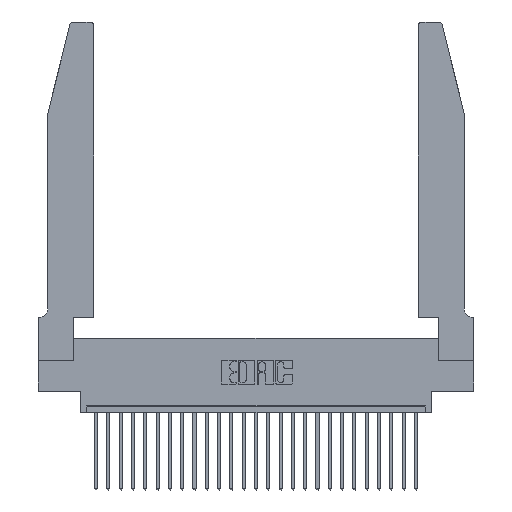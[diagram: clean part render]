
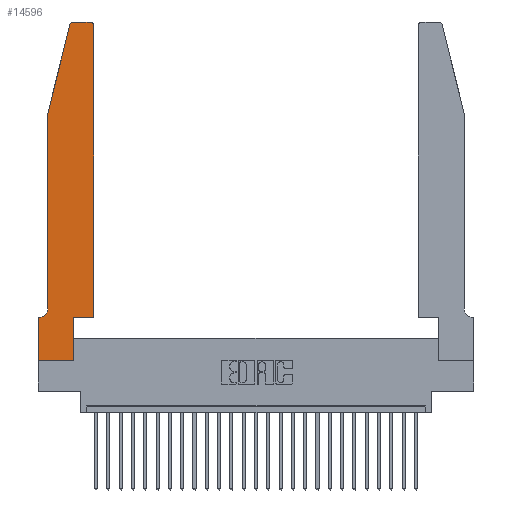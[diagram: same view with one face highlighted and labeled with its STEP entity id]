
A CAD part, top view. The second image highlights one B-rep face of the part: STEP entity #14596.
In plain terms, the highlighted planar face has unit normal (0, 0, 1).
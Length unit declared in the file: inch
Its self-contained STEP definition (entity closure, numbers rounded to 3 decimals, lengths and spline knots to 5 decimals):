
#271 = ORIENTED_EDGE ( 'NONE', *, *, #6064, .T. ) ;
#324 = EDGE_CURVE ( 'NONE', #9745, #21153, #17666, .T. ) ;
#417 = ORIENTED_EDGE ( 'NONE', *, *, #8722, .T. ) ;
#552 = VERTEX_POINT ( 'NONE', #19065 ) ;
#657 = CARTESIAN_POINT ( 'NONE',  ( 0.4505, 0.35, 0.37 ) ) ;
#763 = CARTESIAN_POINT ( 'NONE',  ( 0., 0.35, 0.37 ) ) ;
#798 = ORIENTED_EDGE ( 'NONE', *, *, #21292, .T. ) ;
#874 = VERTEX_POINT ( 'NONE', #763 ) ;
#902 = AXIS2_PLACEMENT_3D ( 'NONE', #25692, #13154, #8939 ) ;
#1073 = VERTEX_POINT ( 'NONE', #14370 ) ;
#1179 = DIRECTION ( 'NONE',  ( 0., -1., 0. ) ) ;
#1586 = CARTESIAN_POINT ( 'NONE',  ( 0.4505, 0.35, 0.37 ) ) ;
#2277 = CARTESIAN_POINT ( 'NONE',  ( 0.0055, 0.42, 0.37 ) ) ;
#2529 = DIRECTION ( 'NONE',  ( -1., 0., 0. ) ) ;
#3187 = CARTESIAN_POINT ( 'NONE',  ( 0.0755, 2., 0.37 ) ) ;
#3257 = CARTESIAN_POINT ( 'NONE',  ( 0.2865, 0.35, 0.37 ) ) ;
#3274 = CARTESIAN_POINT ( 'NONE',  ( 0.0755, 2., 0.37 ) ) ;
#4218 = CARTESIAN_POINT ( 'NONE',  ( 0.4205, 2.75, 0.37 ) ) ;
#4471 = VECTOR ( 'NONE', #4960, 39.37008 ) ;
#4782 = VERTEX_POINT ( 'NONE', #25511 ) ;
#4960 = DIRECTION ( 'NONE',  ( 1., 0., 0. ) ) ;
#5408 = EDGE_CURVE ( 'NONE', #13505, #21085, #14748, .T. ) ;
#6064 = EDGE_CURVE ( 'NONE', #1073, #13505, #11134, .T. ) ;
#6185 = VECTOR ( 'NONE', #13949, 39.37008 ) ;
#6259 = CARTESIAN_POINT ( 'NONE',  ( 0.2865, 0., 0.37 ) ) ;
#7010 = AXIS2_PLACEMENT_3D ( 'NONE', #25355, #12740, #21173 ) ;
#7230 = DIRECTION ( 'NONE',  ( -1., 0., 0. ) ) ;
#7359 = CARTESIAN_POINT ( 'NONE',  ( 0.0055, 0.35, 0.37 ) ) ;
#7540 = AXIS2_PLACEMENT_3D ( 'NONE', #20983, #10641, #21083 ) ;
#7580 = ORIENTED_EDGE ( 'NONE', *, *, #11259, .T. ) ;
#7839 = VECTOR ( 'NONE', #1179, 39.37008 ) ;
#8506 = LINE ( 'NONE', #26890, #10489 ) ;
#8722 = EDGE_CURVE ( 'NONE', #23555, #4782, #21055, .T. ) ;
#8939 = DIRECTION ( 'NONE',  ( 1., 0., 0. ) ) ;
#9745 = VERTEX_POINT ( 'NONE', #6259 ) ;
#10378 = CARTESIAN_POINT ( 'NONE',  ( 0.2605, 2.75, 0.37 ) ) ;
#10423 = VERTEX_POINT ( 'NONE', #4218 ) ;
#10489 = VECTOR ( 'NONE', #14292, 39.37008 ) ;
#10641 = DIRECTION ( 'NONE',  ( 0., 0., 1. ) ) ;
#10696 = FACE_OUTER_BOUND ( 'NONE', #21121, .T. ) ;
#10894 = EDGE_CURVE ( 'NONE', #10423, #11172, #15747, .T. ) ;
#11134 = LINE ( 'NONE', #3274, #7839 ) ;
#11172 = VERTEX_POINT ( 'NONE', #11402 ) ;
#11259 = EDGE_CURVE ( 'NONE', #874, #20414, #18406, .T. ) ;
#11402 = CARTESIAN_POINT ( 'NONE',  ( 0.284, 2.75, 0.37 ) ) ;
#11450 = EDGE_CURVE ( 'NONE', #21085, #874, #15436, .T. ) ;
#11492 = VECTOR ( 'NONE', #16591, 39.37008 ) ;
#12550 = EDGE_CURVE ( 'NONE', #20414, #9745, #8506, .T. ) ;
#12740 = DIRECTION ( 'NONE',  ( 0., 0., 1. ) ) ;
#13154 = DIRECTION ( 'NONE',  ( 0., 0., 1. ) ) ;
#13505 = VERTEX_POINT ( 'NONE', #13947 ) ;
#13512 = ORIENTED_EDGE ( 'NONE', *, *, #324, .T. ) ;
#13692 = CIRCLE ( 'NONE', #7010, 0.03 ) ;
#13861 = DIRECTION ( 'NONE',  ( 0., 1., 0. ) ) ;
#13947 = CARTESIAN_POINT ( 'NONE',  ( 0.0755, 0.42, 0.37 ) ) ;
#13949 = DIRECTION ( 'NONE',  ( 0., 1., 0. ) ) ;
#14258 = EDGE_CURVE ( 'NONE', #552, #1073, #16599, .T. ) ;
#14292 = DIRECTION ( 'NONE',  ( 1., 0., 0. ) ) ;
#14370 = CARTESIAN_POINT ( 'NONE',  ( 0.0755, 2., 0.37 ) ) ;
#14596 = ADVANCED_FACE ( 'NONE', ( #10696 ), #21322, .T. ) ;
#14722 = ORIENTED_EDGE ( 'NONE', *, *, #12550, .T. ) ;
#14748 = CIRCLE ( 'NONE', #15261, 0.07 ) ;
#15261 = AXIS2_PLACEMENT_3D ( 'NONE', #2277, #16973, #2529 ) ;
#15436 = LINE ( 'NONE', #15838, #23685 ) ;
#15467 = ORIENTED_EDGE ( 'NONE', *, *, #11450, .T. ) ;
#15747 = LINE ( 'NONE', #10378, #19668 ) ;
#15838 = CARTESIAN_POINT ( 'NONE',  ( 0.0755, 0.35, 0.37 ) ) ;
#16591 = DIRECTION ( 'NONE',  ( 0., -1., 0. ) ) ;
#16599 = LINE ( 'NONE', #3187, #23838 ) ;
#16973 = DIRECTION ( 'NONE',  ( 0., 0., -1. ) ) ;
#17310 = ORIENTED_EDGE ( 'NONE', *, *, #19940, .T. ) ;
#17666 = LINE ( 'NONE', #3257, #6185 ) ;
#17724 = CARTESIAN_POINT ( 'NONE',  ( 0., 0., 0.37 ) ) ;
#18406 = LINE ( 'NONE', #18789, #11492 ) ;
#18580 = VECTOR ( 'NONE', #13861, 39.37008 ) ;
#18698 = DIRECTION ( 'NONE',  ( -1., 0., 0. ) ) ;
#18789 = CARTESIAN_POINT ( 'NONE',  ( 0., 0., 0.37 ) ) ;
#19065 = CARTESIAN_POINT ( 'NONE',  ( 0.25487, 2.72718, 0.37 ) ) ;
#19125 = ORIENTED_EDGE ( 'NONE', *, *, #14258, .T. ) ;
#19668 = VECTOR ( 'NONE', #18698, 39.37008 ) ;
#19940 = EDGE_CURVE ( 'NONE', #4782, #10423, #25322, .T. ) ;
#20109 = ORIENTED_EDGE ( 'NONE', *, *, #10894, .T. ) ;
#20154 = CARTESIAN_POINT ( 'NONE',  ( 0.2865, 0.35, 0.37 ) ) ;
#20414 = VERTEX_POINT ( 'NONE', #17724 ) ;
#20591 = ORIENTED_EDGE ( 'NONE', *, *, #5408, .T. ) ;
#20983 = CARTESIAN_POINT ( 'NONE',  ( 0.4205, 2.72, 0.37 ) ) ;
#21055 = LINE ( 'NONE', #24182, #18580 ) ;
#21083 = DIRECTION ( 'NONE',  ( 1., 0., 0. ) ) ;
#21085 = VERTEX_POINT ( 'NONE', #7359 ) ;
#21121 = EDGE_LOOP ( 'NONE', ( #20109, #798, #19125, #271, #20591, #15467, #7580, #14722, #13512, #23510, #417, #17310 ) ) ;
#21153 = VERTEX_POINT ( 'NONE', #20154 ) ;
#21173 = DIRECTION ( 'NONE',  ( 1., 0., 0. ) ) ;
#21292 = EDGE_CURVE ( 'NONE', #11172, #552, #13692, .T. ) ;
#21322 = PLANE ( 'NONE',  #902 ) ;
#21428 = EDGE_CURVE ( 'NONE', #21153, #23555, #22212, .T. ) ;
#22212 = LINE ( 'NONE', #657, #4471 ) ;
#23510 = ORIENTED_EDGE ( 'NONE', *, *, #21428, .T. ) ;
#23555 = VERTEX_POINT ( 'NONE', #1586 ) ;
#23685 = VECTOR ( 'NONE', #7230, 39.37008 ) ;
#23838 = VECTOR ( 'NONE', #26477, 39.37008 ) ;
#24182 = CARTESIAN_POINT ( 'NONE',  ( 0.4505, 0.35, 0.37 ) ) ;
#25322 = CIRCLE ( 'NONE', #7540, 0.03 ) ;
#25355 = CARTESIAN_POINT ( 'NONE',  ( 0.284, 2.72, 0.37 ) ) ;
#25511 = CARTESIAN_POINT ( 'NONE',  ( 0.4505, 2.72, 0.37 ) ) ;
#25692 = CARTESIAN_POINT ( 'NONE',  ( 0., 0.35, 0.37 ) ) ;
#26477 = DIRECTION ( 'NONE',  ( -0.239, -0.971, 0. ) ) ;
#26890 = CARTESIAN_POINT ( 'NONE',  ( 0., 0., 0.37 ) ) ;
